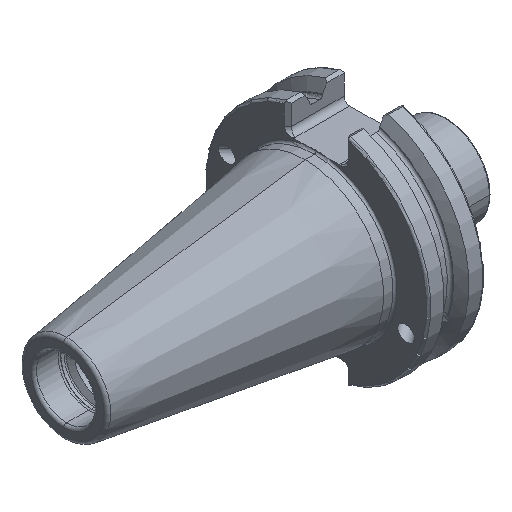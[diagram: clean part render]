
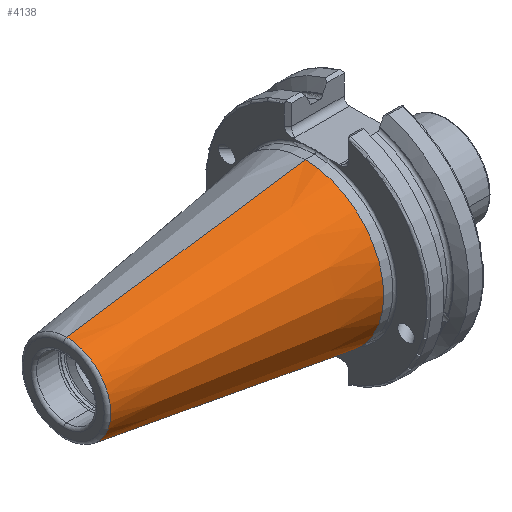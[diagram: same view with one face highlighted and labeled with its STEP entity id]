
A CAD part, isometric view. The second image highlights one B-rep face of the part: STEP entity #4138.
In plain terms, the highlighted conical face has half-angle 8.297 degrees and reference radius 22.225 mm.
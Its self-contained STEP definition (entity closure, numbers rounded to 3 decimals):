
#119 = CIRCLE ( 'NONE', #4344, 22.225 ) ;
#678 = FACE_OUTER_BOUND ( 'NONE', #2233, .T. ) ;
#705 = CARTESIAN_POINT ( 'NONE',  ( 0., 0., 0. ) ) ;
#731 = VERTEX_POINT ( 'NONE', #4449 ) ;
#766 = DIRECTION ( 'NONE',  ( -1., 0., 0. ) ) ;
#785 = ORIENTED_EDGE ( 'NONE', *, *, #829, .T. ) ;
#786 = DIRECTION ( 'NONE',  ( 0., 0., 1. ) ) ;
#829 = EDGE_CURVE ( 'NONE', #5484, #731, #119, .T. ) ;
#1118 = ORIENTED_EDGE ( 'NONE', *, *, #5115, .T. ) ;
#1205 = CIRCLE ( 'NONE', #1294, 12.397 ) ;
#1294 = AXIS2_PLACEMENT_3D ( 'NONE', #3726, #3715, #3709 ) ;
#1426 = ORIENTED_EDGE ( 'NONE', *, *, #5396, .F. ) ;
#1552 = ORIENTED_EDGE ( 'NONE', *, *, #4001, .F. ) ;
#1744 = VECTOR ( 'NONE', #3691, 1000. ) ;
#1965 = LINE ( 'NONE', #3668, #1744 ) ;
#2145 = VECTOR ( 'NONE', #5016, 1000. ) ;
#2156 = VERTEX_POINT ( 'NONE', #3807 ) ;
#2233 = EDGE_LOOP ( 'NONE', ( #1552, #1426, #1118, #785 ) ) ;
#2289 = LINE ( 'NONE', #5079, #2145 ) ;
#2530 = CARTESIAN_POINT ( 'NONE',  ( -67.394, 0., -12.397 ) ) ;
#2555 = CARTESIAN_POINT ( 'NONE',  ( 0., 0., 0. ) ) ;
#2585 = DIRECTION ( 'NONE',  ( 0., 0., -1. ) ) ;
#2627 = DIRECTION ( 'NONE',  ( 1., 0., 0. ) ) ;
#3092 = CARTESIAN_POINT ( 'NONE',  ( 0., 0., -22.225 ) ) ;
#3492 = VERTEX_POINT ( 'NONE', #2530 ) ;
#3668 = CARTESIAN_POINT ( 'NONE',  ( 0., 0., 22.225 ) ) ;
#3691 = DIRECTION ( 'NONE',  ( 0.99, 0., 0.144 ) ) ;
#3709 = DIRECTION ( 'NONE',  ( 0., 0., 1. ) ) ;
#3715 = DIRECTION ( 'NONE',  ( -1., 0., 0. ) ) ;
#3726 = CARTESIAN_POINT ( 'NONE',  ( -67.394, 0., 0. ) ) ;
#3807 = CARTESIAN_POINT ( 'NONE',  ( -67.394, 0., 12.397 ) ) ;
#4001 = EDGE_CURVE ( 'NONE', #2156, #731, #1965, .T. ) ;
#4138 = ADVANCED_FACE ( 'NONE', ( #678 ), #5354, .T. ) ;
#4344 = AXIS2_PLACEMENT_3D ( 'NONE', #705, #766, #786 ) ;
#4449 = CARTESIAN_POINT ( 'NONE',  ( 0., 0., 22.225 ) ) ;
#5016 = DIRECTION ( 'NONE',  ( 0.99, 0., -0.144 ) ) ;
#5079 = CARTESIAN_POINT ( 'NONE',  ( 0., 0., -22.225 ) ) ;
#5115 = EDGE_CURVE ( 'NONE', #3492, #5484, #2289, .T. ) ;
#5290 = AXIS2_PLACEMENT_3D ( 'NONE', #2555, #2627, #2585 ) ;
#5354 = CONICAL_SURFACE ( 'NONE', #5290, 22.225, 0.145 ) ;
#5396 = EDGE_CURVE ( 'NONE', #3492, #2156, #1205, .T. ) ;
#5484 = VERTEX_POINT ( 'NONE', #3092 ) ;
